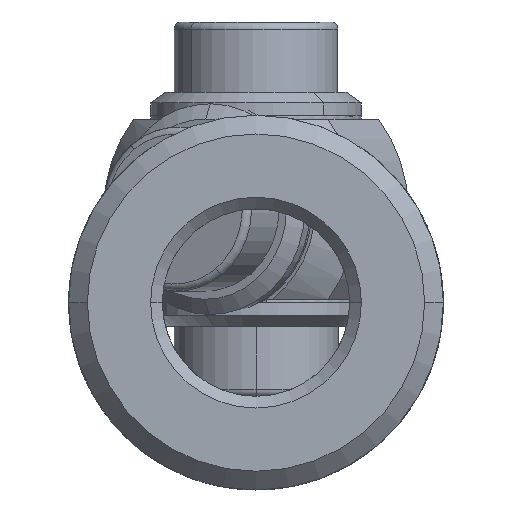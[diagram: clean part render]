
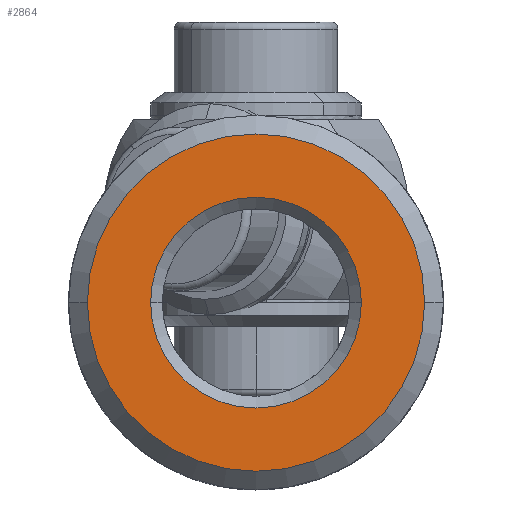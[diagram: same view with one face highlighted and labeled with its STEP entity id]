
A CAD part, left-side view. The second image highlights one B-rep face of the part: STEP entity #2864.
In plain terms, the highlighted face is planar.
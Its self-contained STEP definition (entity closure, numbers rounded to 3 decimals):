
#164=PLANE('',#3079);
#675=VERTEX_POINT('',#3473);
#676=VERTEX_POINT('',#3475);
#679=VERTEX_POINT('',#3530);
#680=VERTEX_POINT('',#3531);
#922=CIRCLE('',#3045,4.5);
#923=CIRCLE('',#3048,7.2);
#938=CIRCLE('',#3080,4.5);
#939=CIRCLE('',#3081,7.2);
#1135=EDGE_CURVE('',#676,#675,#922,.T.);
#1140=EDGE_CURVE('',#679,#680,#923,.T.);
#1199=EDGE_CURVE('',#675,#676,#938,.T.);
#1200=EDGE_CURVE('',#680,#679,#939,.T.);
#1663=ORIENTED_EDGE('',*,*,#1135,.T.);
#1664=ORIENTED_EDGE('',*,*,#1199,.T.);
#1665=ORIENTED_EDGE('',*,*,#1200,.T.);
#1666=ORIENTED_EDGE('',*,*,#1140,.T.);
#2426=EDGE_LOOP('',(#1663,#1664));
#2427=EDGE_LOOP('',(#1665,#1666));
#2646=FACE_BOUND('',#2426,.T.);
#2647=FACE_BOUND('',#2427,.T.);
#2864=ADVANCED_FACE('',(#2646,#2647),#164,.F.);
#3045=AXIS2_PLACEMENT_3D('',#3474,#4830,#4831);
#3048=AXIS2_PLACEMENT_3D('',#3529,#4839,#4840);
#3079=AXIS2_PLACEMENT_3D('',#3922,#4917,$);
#3080=AXIS2_PLACEMENT_3D('',#3923,#4918,#4919);
#3081=AXIS2_PLACEMENT_3D('',#3924,#4920,#4921);
#3473=CARTESIAN_POINT('',(4.5,0.,0.));
#3474=CARTESIAN_POINT('',(0.,0.,0.));
#3475=CARTESIAN_POINT('',(-4.5,0.,0.));
#3529=CARTESIAN_POINT('',(0.,0.,0.));
#3530=CARTESIAN_POINT('',(-7.2,0.,0.));
#3531=CARTESIAN_POINT('',(7.2,0.,0.));
#3922=CARTESIAN_POINT('',(0.,0.,0.));
#3923=CARTESIAN_POINT('',(0.,0.,0.));
#3924=CARTESIAN_POINT('',(0.,0.,0.));
#4830=DIRECTION('',(0.,0.,1.));
#4831=DIRECTION('',(4.5,0.,0.));
#4839=DIRECTION('',(0.,0.,-1.));
#4840=DIRECTION('',(7.2,0.,0.));
#4917=DIRECTION('',(0.,0.,1.));
#4918=DIRECTION('',(0.,0.,1.));
#4919=DIRECTION('',(4.5,0.,0.));
#4920=DIRECTION('',(0.,0.,-1.));
#4921=DIRECTION('',(7.2,0.,0.));
